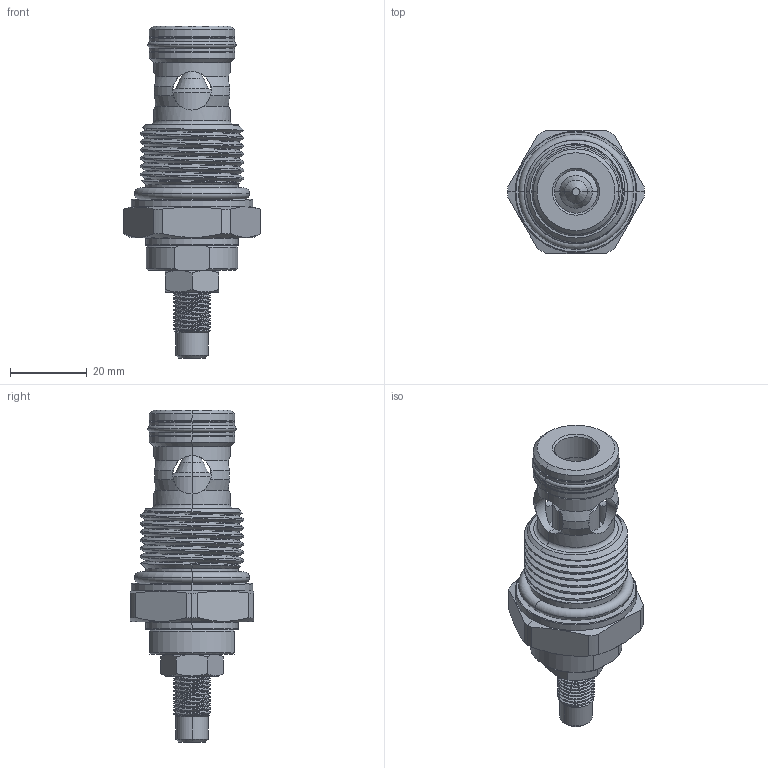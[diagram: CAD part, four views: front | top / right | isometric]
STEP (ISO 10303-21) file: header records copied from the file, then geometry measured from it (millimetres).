
FILE_DESCRIPTION (( 'STEP AP203' ), '1' );
FILE_NAME ('NV12W20-L.STEP', '2016-07-05T07:00:34', ( '' ), ( '' ), 'SwSTEP 2.0', 'SolidWorks 2012', '' );
FILE_SCHEMA (( 'CONFIG_CONTROL_DESIGN' ));
Length unit declared in the file: millimetre
Products named in the file (1): NV12W20-L
Bounding box: 35.5 x 32 x 86.3 mm (x, y, z)
Volume: 29733.4 mm3; surface area: 11821.3 mm2
Topology: 5 solids, 5 shells, 228 faces, 572 edges, 354 vertices
Faces by surface type: cylinder 93, cone 56, plane 49, torus 24, bspline 6
Entity records: 11876 total; most frequent: CARTESIAN_POINT 6634, ORIENTED_EDGE 1140, DIRECTION 1039, EDGE_CURVE 570, AXIS2_PLACEMENT_3D 429, VERTEX_POINT 354, EDGE_LOOP 246, FACE_OUTER_BOUND 228
